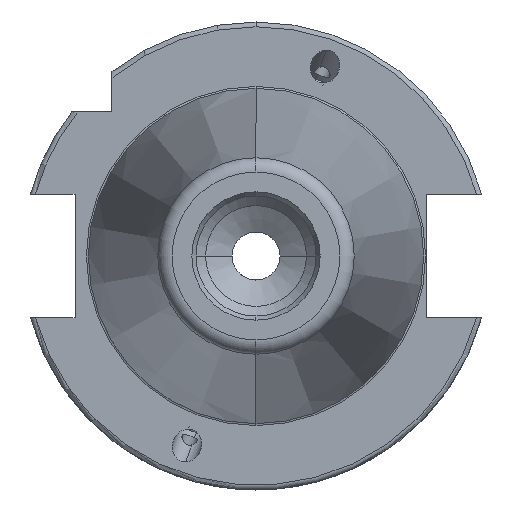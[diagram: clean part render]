
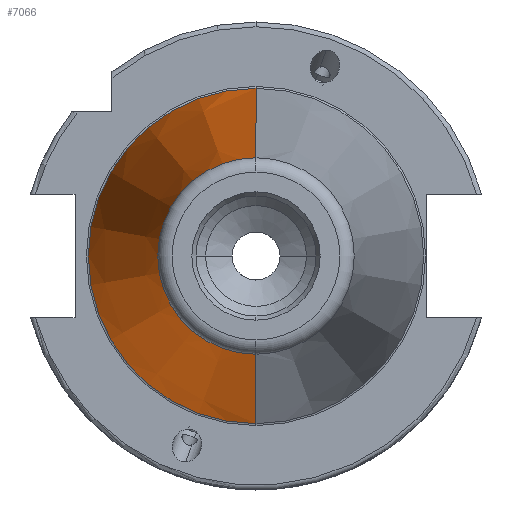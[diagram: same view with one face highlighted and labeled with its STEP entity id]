
A CAD part, left-side view. The second image highlights one B-rep face of the part: STEP entity #7066.
In plain terms, the highlighted conical face has half-angle 8.297 degrees and reference radius 34.925 mm.
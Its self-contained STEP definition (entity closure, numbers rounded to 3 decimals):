
#33 = LINE ( 'NONE', #3990, #4128 ) ;
#67 = CIRCLE ( 'NONE', #9710, 20.461 ) ;
#312 = DIRECTION ( 'NONE',  ( 0.99, -0.144, 0. ) ) ;
#864 = VECTOR ( 'NONE', #312, 1000. ) ;
#963 = CARTESIAN_POINT ( 'NONE',  ( 0., 34.925, 0. ) ) ;
#1205 = VERTEX_POINT ( 'NONE', #7836 ) ;
#1504 = ORIENTED_EDGE ( 'NONE', *, *, #4907, .F. ) ;
#1649 = CARTESIAN_POINT ( 'NONE',  ( -99.183, -20.461, 0. ) ) ;
#2134 = CONICAL_SURFACE ( 'NONE', #7956, 34.925, 0.145 ) ;
#2655 = CARTESIAN_POINT ( 'NONE',  ( 0., -34.925, 0. ) ) ;
#2906 = ORIENTED_EDGE ( 'NONE', *, *, #7871, .T. ) ;
#3205 = DIRECTION ( 'NONE',  ( 0.99, 0.144, 0. ) ) ;
#3292 = CARTESIAN_POINT ( 'NONE',  ( 0., 0., 0. ) ) ;
#3764 = CARTESIAN_POINT ( 'NONE',  ( -99.183, 0., 0. ) ) ;
#3811 = DIRECTION ( 'NONE',  ( -1., 0., 0. ) ) ;
#3990 = CARTESIAN_POINT ( 'NONE',  ( 0., 34.925, 0. ) ) ;
#4128 = VECTOR ( 'NONE', #3205, 1000. ) ;
#4179 = FACE_OUTER_BOUND ( 'NONE', #6256, .T. ) ;
#4223 = DIRECTION ( 'NONE',  ( 0., 1., 0. ) ) ;
#4314 = EDGE_CURVE ( 'NONE', #5568, #1205, #5052, .T. ) ;
#4341 = DIRECTION ( 'NONE',  ( 0., -1., 0. ) ) ;
#4907 = EDGE_CURVE ( 'NONE', #9905, #9696, #33, .T. ) ;
#5052 = LINE ( 'NONE', #2655, #864 ) ;
#5064 = ORIENTED_EDGE ( 'NONE', *, *, #4314, .T. ) ;
#5568 = VERTEX_POINT ( 'NONE', #1649 ) ;
#5702 = CARTESIAN_POINT ( 'NONE',  ( 0., 0., 0. ) ) ;
#5780 = ORIENTED_EDGE ( 'NONE', *, *, #10150, .F. ) ;
#5901 = DIRECTION ( 'NONE',  ( -1., 0., 0. ) ) ;
#6081 = DIRECTION ( 'NONE',  ( 0., -1., 0. ) ) ;
#6256 = EDGE_LOOP ( 'NONE', ( #5780, #5064, #2906, #1504 ) ) ;
#6302 = AXIS2_PLACEMENT_3D ( 'NONE', #5702, #5901, #4341 ) ;
#7066 = ADVANCED_FACE ( 'NONE', ( #4179 ), #2134, .T. ) ;
#7836 = CARTESIAN_POINT ( 'NONE',  ( 0., -34.925, 0. ) ) ;
#7871 = EDGE_CURVE ( 'NONE', #1205, #9696, #9978, .T. ) ;
#7956 = AXIS2_PLACEMENT_3D ( 'NONE', #3292, #8902, #4223 ) ;
#8761 = CARTESIAN_POINT ( 'NONE',  ( -99.183, 20.461, 0. ) ) ;
#8902 = DIRECTION ( 'NONE',  ( 1., 0., 0. ) ) ;
#9696 = VERTEX_POINT ( 'NONE', #963 ) ;
#9710 = AXIS2_PLACEMENT_3D ( 'NONE', #3764, #3811, #6081 ) ;
#9905 = VERTEX_POINT ( 'NONE', #8761 ) ;
#9978 = CIRCLE ( 'NONE', #6302, 34.925 ) ;
#10150 = EDGE_CURVE ( 'NONE', #5568, #9905, #67, .T. ) ;
